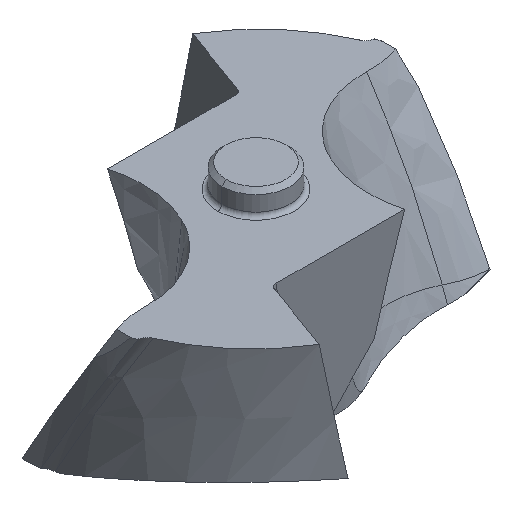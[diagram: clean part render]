
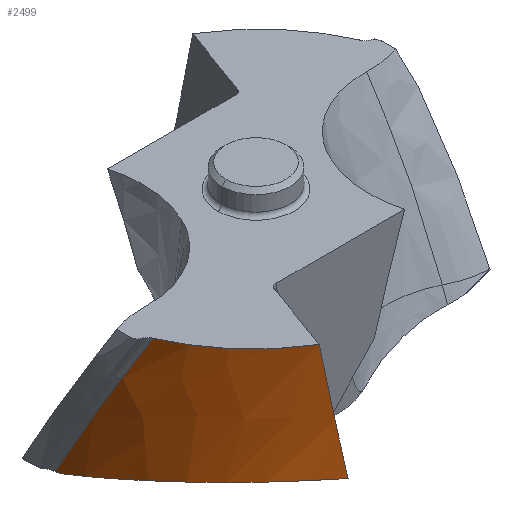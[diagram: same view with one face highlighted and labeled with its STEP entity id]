
A CAD part, isometric view. The second image highlights one B-rep face of the part: STEP entity #2499.
In plain terms, the highlighted free-form (B-spline) face has degree [3, 3] with [7, 5] control points.
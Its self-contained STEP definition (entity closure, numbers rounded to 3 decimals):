
#154=CARTESIAN_POINT('',(-3.741,-6.039,
0.));
#155=CARTESIAN_POINT('',(-4.27,-5.722,
0.));
#156=CARTESIAN_POINT('',(-5.417,-4.811,
0.));
#157=CARTESIAN_POINT('',(-6.236,-3.585,
0.));
#158=CARTESIAN_POINT('',(-6.569,-2.82,
0.));
#737=CARTESIAN_POINT('',(-7.149,0.158,
-5.398));
#756=CARTESIAN_POINT('',(-3.043,-6.389,
-4.398));
#757=CARTESIAN_POINT('',(-3.238,-6.298,
-4.362));
#758=CARTESIAN_POINT('',(-3.614,-6.102,
-4.301));
#759=CARTESIAN_POINT('',(-4.126,-5.778,
-4.24));
#760=CARTESIAN_POINT('',(-4.622,-5.403,
-4.205));
#761=CARTESIAN_POINT('',(-5.071,-4.998,
-4.198));
#762=CARTESIAN_POINT('',(-5.49,-4.548,
-4.22));
#763=CARTESIAN_POINT('',(-5.872,-4.057,
-4.271));
#764=CARTESIAN_POINT('',(-6.195,-3.557,
-4.347));
#765=CARTESIAN_POINT('',(-6.476,-3.033,
-4.448));
#766=CARTESIAN_POINT('',(-6.722,-2.45,
-4.584));
#767=CARTESIAN_POINT('',(-6.902,-1.896,
-4.733));
#768=CARTESIAN_POINT('',(-7.049,-1.255,
-4.928));
#769=CARTESIAN_POINT('',(-7.129,-0.664,
-5.128));
#770=CARTESIAN_POINT('',(-7.151,-0.224,
-5.29));
#771=CARTESIAN_POINT('',(-7.151,0.,
-5.377));
#773=CARTESIAN_POINT('',(-7.151,0.,
-5.377));
#774=CARTESIAN_POINT('',(-7.151,0.018,
-5.379));
#775=CARTESIAN_POINT('',(-7.15,0.053,
-5.384));
#776=CARTESIAN_POINT('',(-7.15,0.105,
-5.391));
#777=CARTESIAN_POINT('',(-7.149,0.14,
-5.396));
#778=CARTESIAN_POINT('',(-7.149,0.158,
-5.398));
#780=CARTESIAN_POINT('',(-7.149,0.158,
-5.398));
#781=CARTESIAN_POINT('',(-7.166,-0.423,
-4.34));
#782=CARTESIAN_POINT('',(-7.064,-1.433,
-2.54));
#783=CARTESIAN_POINT('',(-6.739,-2.422,
-0.741));
#784=CARTESIAN_POINT('',(-6.569,-2.82,
0.));
#786=CARTESIAN_POINT('',(-3.741,-6.039,
0.));
#787=CARTESIAN_POINT('',(-3.685,-6.058,
-0.335));
#788=CARTESIAN_POINT('',(-3.579,-6.094,
-0.969));
#789=CARTESIAN_POINT('',(-3.441,-6.147,
-1.807));
#790=CARTESIAN_POINT('',(-3.324,-6.202,
-2.541));
#791=CARTESIAN_POINT('',(-3.22,-6.259,
-3.203));
#792=CARTESIAN_POINT('',(-3.127,-6.321,
-3.818));
#793=CARTESIAN_POINT('',(-3.07,-6.366,
-4.208));
#794=CARTESIAN_POINT('',(-3.043,-6.389,
-4.398));
#946=CARTESIAN_POINT('',(-3.741,-6.039,
0.));
#947=VERTEX_POINT('',#946);
#948=VERTEX_POINT('',#158);
#979=CARTESIAN_POINT('',(-7.151,0.,
-5.377));
#980=VERTEX_POINT('',#979);
#981=VERTEX_POINT('',#756);
#996=VERTEX_POINT('',#737);
#2455=CARTESIAN_POINT('',(-3.352,-6.311,
-5.453));
#2456=CARTESIAN_POINT('',(-2.92,-6.45,
-4.376));
#2457=CARTESIAN_POINT('',(-2.05,-6.709,
-2.541));
#2458=CARTESIAN_POINT('',(-0.947,-6.947,
-0.707));
#2459=CARTESIAN_POINT('',(-0.454,-7.035,
0.051));
#2460=CARTESIAN_POINT('',(-3.435,-6.267,
-5.453));
#2461=CARTESIAN_POINT('',(-3.006,-6.413,
-4.376));
#2462=CARTESIAN_POINT('',(-2.139,-6.686,
-2.541));
#2463=CARTESIAN_POINT('',(-1.039,-6.938,
-0.707));
#2464=CARTESIAN_POINT('',(-0.547,-7.031,
0.051));
#2465=CARTESIAN_POINT('',(-4.261,-5.808,
-5.453));
#2466=CARTESIAN_POINT('',(-3.851,-6.033,
-4.376));
#2467=CARTESIAN_POINT('',(-3.017,-6.437,
-2.541));
#2468=CARTESIAN_POINT('',(-1.951,-6.822,
-0.707));
#2469=CARTESIAN_POINT('',(-1.473,-6.97,
0.051));
#2470=CARTESIAN_POINT('',(-5.648,-4.627,
-5.453));
#2471=CARTESIAN_POINT('',(-5.305,-4.991,
-4.376));
#2472=CARTESIAN_POINT('',(-4.585,-5.633,
-2.541));
#2473=CARTESIAN_POINT('',(-3.634,-6.255,
-0.707));
#2474=CARTESIAN_POINT('',(-3.202,-6.501,
0.051));
#2475=CARTESIAN_POINT('',(-6.922,-2.344,
-5.453));
#2476=CARTESIAN_POINT('',(-6.739,-2.861,
-4.376));
#2477=CARTESIAN_POINT('',(-6.292,-3.766,
-2.541));
#2478=CARTESIAN_POINT('',(-5.612,-4.65,
-0.707));
#2479=CARTESIAN_POINT('',(-5.293,-5.004,
0.051));
#2480=CARTESIAN_POINT('',(-7.178,-0.609,
-5.453));
#2481=CARTESIAN_POINT('',(-7.131,-1.186,
-4.376));
#2482=CARTESIAN_POINT('',(-6.918,-2.189,
-2.541));
#2483=CARTESIAN_POINT('',(-6.472,-3.172,
-0.707));
#2484=CARTESIAN_POINT('',(-6.249,-3.568,
0.051));
#2485=CARTESIAN_POINT('',(-7.145,0.265,
-5.453));
#2486=CARTESIAN_POINT('',(-7.172,-0.327,
-4.376));
#2487=CARTESIAN_POINT('',(-7.081,-1.359,
-2.541));
#2488=CARTESIAN_POINT('',(-6.759,-2.37,
-0.707));
#2489=CARTESIAN_POINT('',(-6.587,-2.777,
0.051));
#2490=B_SPLINE_SURFACE_WITH_KNOTS('',3,3,((#2455,#2456,#2457,#2458,#2459),
(#2460,#2461,#2462,#2463,#2464),(#2465,#2466,#2467,#2468,#2469),(#2470,#2471,
#2472,#2473,#2474),(#2475,#2476,#2477,#2478,#2479),(#2480,#2481,#2482,#2483,
#2484),(#2485,#2486,#2487,#2488,#2489)),.UNSPECIFIED.,.F.,.F.,.F.,(4,1,1,1,4),
(4,1,4),(0.222,0.25,0.5,0.75,1.008),(
0.066,3.796,6.421),.UNSPECIFIED.);
#2491=ORIENTED_EDGE('',*,*,#1676,.T.);
#2492=ORIENTED_EDGE('',*,*,#1720,.T.);
#2493=ORIENTED_EDGE('',*,*,#2443,.T.);
#2494=ORIENTED_EDGE('',*,*,#1282,.F.);
#2496=ORIENTED_EDGE('',*,*,#2495,.T.);
#2497=EDGE_LOOP('',(#2491,#2492,#2493,#2494,#2496));
#2498=FACE_OUTER_BOUND('',#2497,.F.);
#159=B_SPLINE_CURVE_WITH_KNOTS('',3,(#154,#155,#156,#157,#158),.UNSPECIFIED.,
.F.,.F.,(4,1,4),(0.,0.425,1.),.UNSPECIFIED.);
#772=B_SPLINE_CURVE_WITH_KNOTS('',3,(#756,#757,#758,#759,#760,#761,#762,#763,
#764,#765,#766,#767,#768,#769,#770,#771),.UNSPECIFIED.,.F.,.F.,(4,1,1,1,1,1,1,1,
1,1,1,1,1,4),(0.,0.077,0.154,0.231,
0.308,0.385,0.462,0.538,
0.615,0.692,0.769,0.846,
0.923,1.),.UNSPECIFIED.);
#779=B_SPLINE_CURVE_WITH_KNOTS('',3,(#773,#774,#775,#776,#777,#778),
.UNSPECIFIED.,.F.,.F.,(4,1,1,4),(0.,0.333,0.667,1.),
.UNSPECIFIED.);
#785=B_SPLINE_CURVE_WITH_KNOTS('',3,(#780,#781,#782,#783,#784),.UNSPECIFIED.,
.F.,.F.,(4,1,4),(0.,0.588,1.),.UNSPECIFIED.);
#795=B_SPLINE_CURVE_WITH_KNOTS('',3,(#786,#787,#788,#789,#790,#791,#792,#793,
#794),.UNSPECIFIED.,.F.,.F.,(4,1,1,1,1,1,4),(0.,0.167,
0.333,0.5,0.667,0.833,1.),
.UNSPECIFIED.);
#1282=EDGE_CURVE('',#947,#948,#159,.T.);
#1676=EDGE_CURVE('',#981,#980,#772,.T.);
#1720=EDGE_CURVE('',#980,#996,#779,.T.);
#2443=EDGE_CURVE('',#996,#948,#785,.T.);
#2495=EDGE_CURVE('',#947,#981,#795,.T.);
#2499=ADVANCED_FACE('',(#2498),#2490,.F.);
